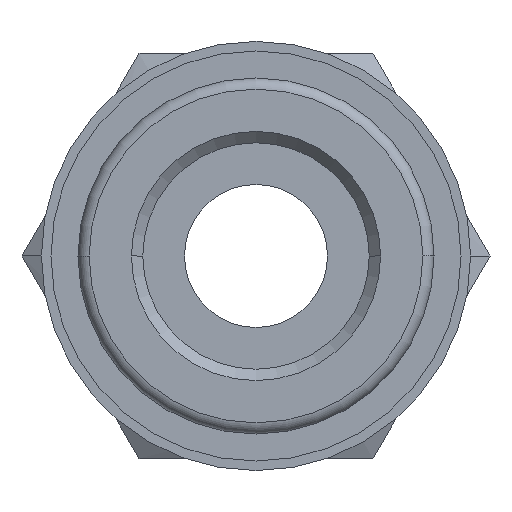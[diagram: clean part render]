
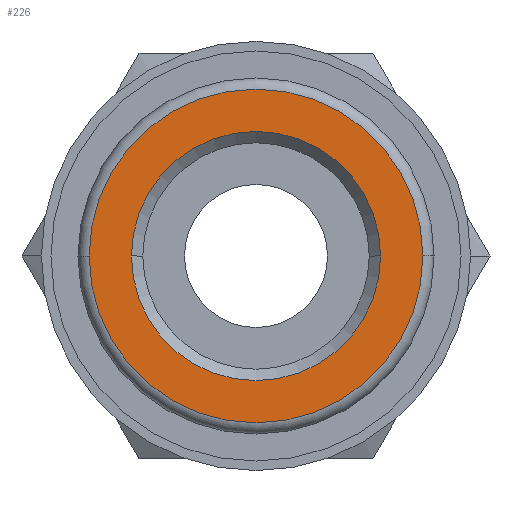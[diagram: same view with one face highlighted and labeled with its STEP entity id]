
A CAD part, front view. The second image highlights one B-rep face of the part: STEP entity #226.
In plain terms, the highlighted planar face has unit normal (0, -1, 0).
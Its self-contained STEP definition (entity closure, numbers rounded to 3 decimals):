
#226=ADVANCED_FACE('',(#460,#461),#462,.T.);
#460=FACE_BOUND('',#689,.T.);
#461=FACE_OUTER_BOUND('',#690,.T.);
#462=PLANE('',#691);
#689=EDGE_LOOP('',(#1241,#1242));
#690=EDGE_LOOP('',(#1243,#1244));
#691=AXIS2_PLACEMENT_3D('',#1245,#1246,#1247);
#1241=ORIENTED_EDGE('',*,*,#1442,.T.);
#1242=ORIENTED_EDGE('',*,*,#1350,.T.);
#1243=ORIENTED_EDGE('',*,*,#1434,.T.);
#1244=ORIENTED_EDGE('',*,*,#1289,.T.);
#1245=CARTESIAN_POINT('',(0.0,0.0,0.0));
#1246=DIRECTION('',(0.0,-1.0,0.0));
#1247=DIRECTION('',(-1.0,0.0,0.0));
#1289=EDGE_CURVE('',#1519,#1516,#1520,.T.);
#1350=EDGE_CURVE('',#1613,#1615,#1617,.T.);
#1434=EDGE_CURVE('',#1516,#1519,#1733,.T.);
#1442=EDGE_CURVE('',#1615,#1613,#1741,.T.);
#1516=VERTEX_POINT('',#1866);
#1519=VERTEX_POINT('',#1870);
#1520=CIRCLE('',#1871,7.0);
#1613=VERTEX_POINT('',#2088);
#1615=VERTEX_POINT('',#2091);
#1617=CIRCLE('',#2094,5.225);
#1733=CIRCLE('',#2336,7.0);
#1741=CIRCLE('',#2344,5.225);
#1866=CARTESIAN_POINT('',(7.0,0.0,0.0));
#1870=CARTESIAN_POINT('',(-7.0,0.0,0.));
#1871=AXIS2_PLACEMENT_3D('',#2409,#2410,#2411);
#2088=CARTESIAN_POINT('',(5.225,0.0,0.));
#2091=CARTESIAN_POINT('',(-5.225,0.0,0.));
#2094=AXIS2_PLACEMENT_3D('',#2491,#2492,#2493);
#2336=AXIS2_PLACEMENT_3D('',#2606,#2607,#2608);
#2344=AXIS2_PLACEMENT_3D('',#2618,#2619,#2620);
#2409=CARTESIAN_POINT('',(0.0,0.0,0.0));
#2410=DIRECTION('',(0.0,-1.0,0.0));
#2411=DIRECTION('',(1.0,0.0,0.0));
#2491=CARTESIAN_POINT('',(0.0,0.0,0.0));
#2492=DIRECTION('',(-0.0,1.0,0.0));
#2493=DIRECTION('',(1.0,0.0,0.0));
#2606=CARTESIAN_POINT('',(0.0,0.0,0.0));
#2607=DIRECTION('',(0.0,-1.0,0.0));
#2608=DIRECTION('',(1.0,0.0,0.0));
#2618=CARTESIAN_POINT('',(0.0,0.0,0.0));
#2619=DIRECTION('',(-0.0,1.0,0.0));
#2620=DIRECTION('',(1.0,0.0,0.0));
